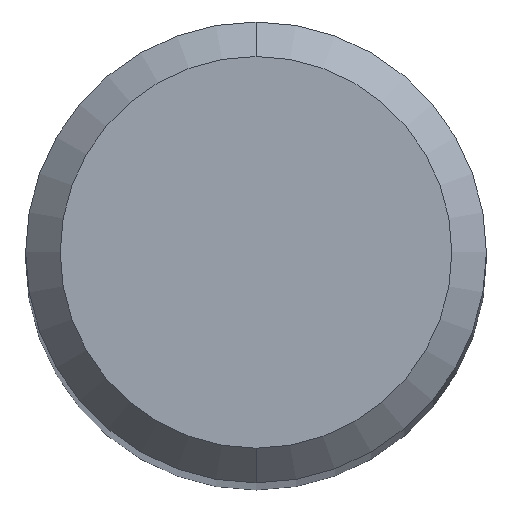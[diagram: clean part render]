
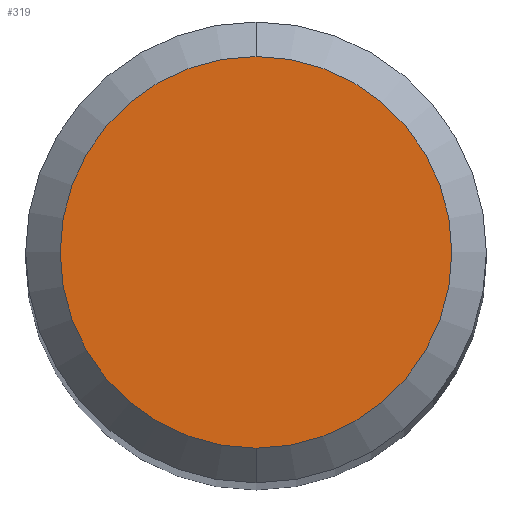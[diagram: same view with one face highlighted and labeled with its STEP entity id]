
A CAD part, top view. The second image highlights one B-rep face of the part: STEP entity #319.
In plain terms, the highlighted planar face has unit normal (0, 0, 1).
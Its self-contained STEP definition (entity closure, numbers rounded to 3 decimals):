
#319=ADVANCED_FACE('',(#899),#900,.T.);
#409=EDGE_CURVE('',#751,#863,#999,.T.);
#537=EDGE_CURVE('',#863,#751,#1140,.T.);
#751=VERTEX_POINT('',#1374);
#863=VERTEX_POINT('',#1495);
#899=FACE_OUTER_BOUND('',#1560,.T.);
#900=PLANE('',#1561);
#999=CIRCLE('',#2167,1.7);
#1140=CIRCLE('',#2833,1.7);
#1374=CARTESIAN_POINT('',(0.,-1.7,0.0));
#1495=CARTESIAN_POINT('',(0.0,1.7,0.0));
#1560=EDGE_LOOP('',(#4353,#4354));
#1561=AXIS2_PLACEMENT_3D('',#4355,#4356,#4357);
#2167=AXIS2_PLACEMENT_3D('',#4496,#4497,#4498);
#2833=AXIS2_PLACEMENT_3D('',#4673,#4674,#4675);
#4353=ORIENTED_EDGE('',*,*,#537,.F.);
#4354=ORIENTED_EDGE('',*,*,#409,.F.);
#4355=CARTESIAN_POINT('',(0.0,0.85,0.0));
#4356=DIRECTION('',(-0.0,0.0,1.0));
#4357=DIRECTION('',(0.0,-1.0,0.0));
#4496=CARTESIAN_POINT('',(0.0,0.0,0.0));
#4497=DIRECTION('',(0.0,0.0,-1.0));
#4498=DIRECTION('',(0.0,1.0,0.0));
#4673=CARTESIAN_POINT('',(0.0,0.0,0.0));
#4674=DIRECTION('',(0.0,0.0,-1.0));
#4675=DIRECTION('',(0.0,1.0,0.0));
